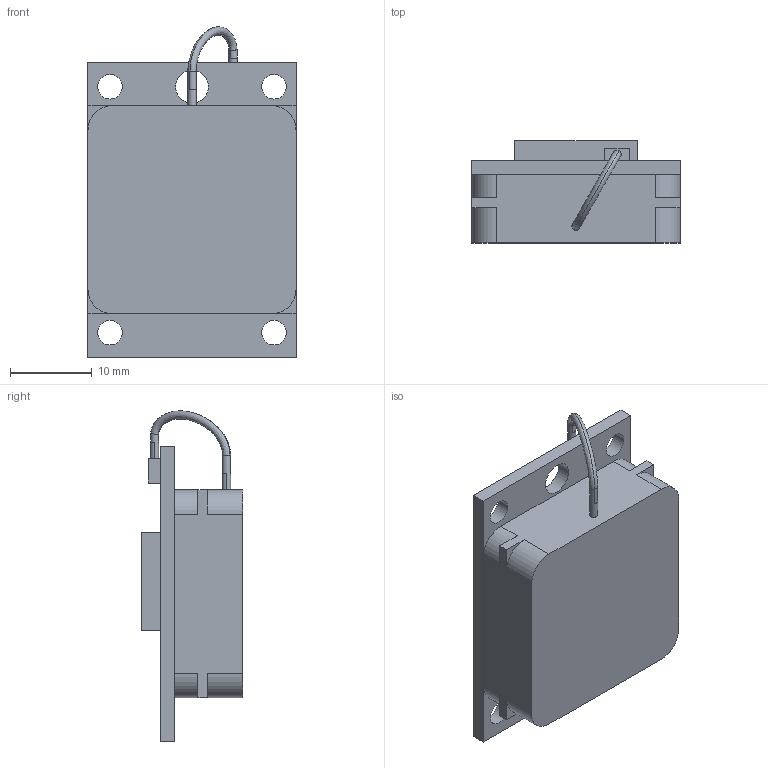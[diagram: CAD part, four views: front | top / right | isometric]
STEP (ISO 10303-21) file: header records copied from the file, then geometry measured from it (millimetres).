
FILE_DESCRIPTION((''),'2;1');
FILE_NAME('GPS_MODULE_UBLOX_NEO6MV2','2013-09-30T',('vnguye01'),('Harris Corporation'),'PRO/ENGINEER BY PARAMETRIC TECHNOLOGY CORPORATION, 2011330','PRO/ENGINEER BY PARAMETRIC TECHNOLOGY CORPORATION, 2011330','');
FILE_SCHEMA(('CONFIG_CONTROL_DESIGN'));
Length unit declared in the file: millimetre
Products named in the file (1): GPS_MODULE_UBLOX_NEO6MV2
Bounding box: 25.5 x 12.42 x 40.32 mm (x, y, z)
Volume: 7270.5 mm3; surface area: 3085.8 mm2
Topology: 1 solids, 1 shells, 53 faces, 150 edges, 102 vertices
Faces by surface type: plane 29, cylinder 22, bspline 2
Entity records: 3150 total; most frequent: CARTESIAN_POINT 760, ORIENTED_EDGE 300, DIRECTION 292, PRESENTATION_STYLE_ASSIGNMENT 180, STYLED_ITEM 151, CURVE_STYLE 150, EDGE_CURVE 150, VERTEX_POINT 102
